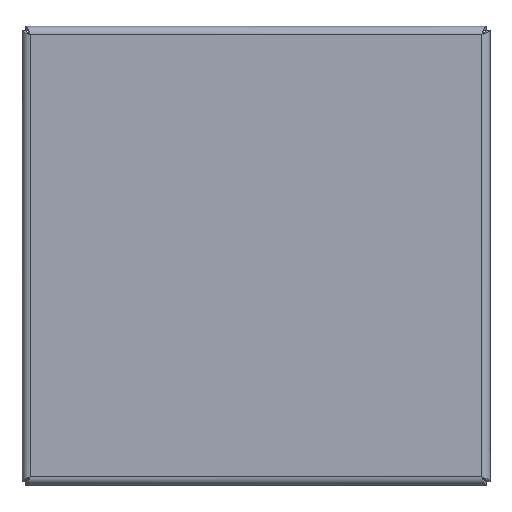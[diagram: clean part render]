
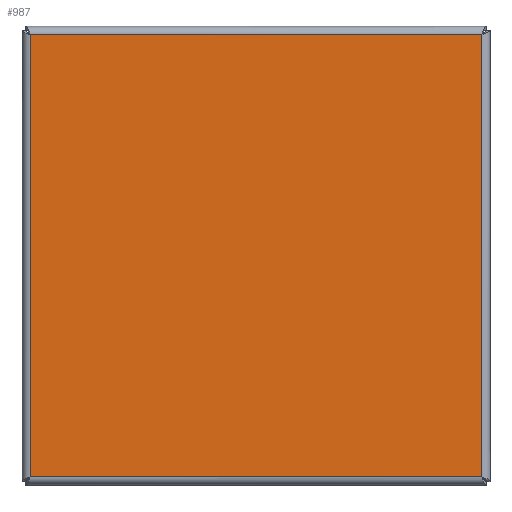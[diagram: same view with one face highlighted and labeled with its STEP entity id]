
A CAD part, top view. The second image highlights one B-rep face of the part: STEP entity #987.
In plain terms, the highlighted planar face has unit normal (0, 0, 1).
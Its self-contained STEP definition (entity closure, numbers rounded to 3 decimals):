
#67=LINE($,#1428,#151);
#82=LINE($,#1527,#166);
#92=LINE($,#1617,#176);
#107=LINE($,#1716,#191);
#151=VECTOR($,#1192,96.4);
#166=VECTOR($,#1221,98.4);
#176=VECTOR($,#1243,96.4);
#191=VECTOR($,#1272,98.4);
#245=PLANE($,#1066);
#321=FACE_OUTER_BOUND($,#397,.T.);
#397=EDGE_LOOP($,(#846,#847,#848,#849));
#458=VERTEX_POINT($,#1419);
#459=VERTEX_POINT($,#1427);
#468=VERTEX_POINT($,#1526);
#474=VERTEX_POINT($,#1616);
#542=EDGE_CURVE($,#459,#458,#67,.T.);
#561=EDGE_CURVE($,#468,#459,#82,.T.);
#575=EDGE_CURVE($,#474,#468,#92,.T.);
#594=EDGE_CURVE($,#458,#474,#107,.T.);
#846=ORIENTED_EDGE($,*,*,#542,.T.);
#847=ORIENTED_EDGE($,*,*,#594,.T.);
#848=ORIENTED_EDGE($,*,*,#575,.T.);
#849=ORIENTED_EDGE($,*,*,#561,.T.);
#987=ADVANCED_FACE($,(#321),#245,.T.);
#1066=AXIS2_PLACEMENT_3D($,#1803,#1299,#1300);
#1192=DIRECTION($,(0.,-1.,0.));
#1221=DIRECTION($,(-1.,0.,0.));
#1243=DIRECTION($,(0.,1.,0.));
#1272=DIRECTION($,(1.,0.,0.));
#1299=DIRECTION('center_axis',(0.,0.,
1.));
#1300=DIRECTION('ref_axis',(-1.,0.,0.));
#1419=CARTESIAN_POINT('',(-49.2,-48.2,44.));
#1427=CARTESIAN_POINT('',(-49.2,48.2,44.));
#1428=CARTESIAN_POINT($,(-49.2,24.1,44.));
#1526=CARTESIAN_POINT('',(49.2,48.2,44.));
#1527=CARTESIAN_POINT($,(24.6,48.2,44.));
#1616=CARTESIAN_POINT('',(49.2,-48.2,44.));
#1617=CARTESIAN_POINT($,(49.2,-24.1,44.));
#1716=CARTESIAN_POINT($,(-24.6,-48.2,44.));
#1803=CARTESIAN_POINT('Origin',(0.,0.,
44.));
